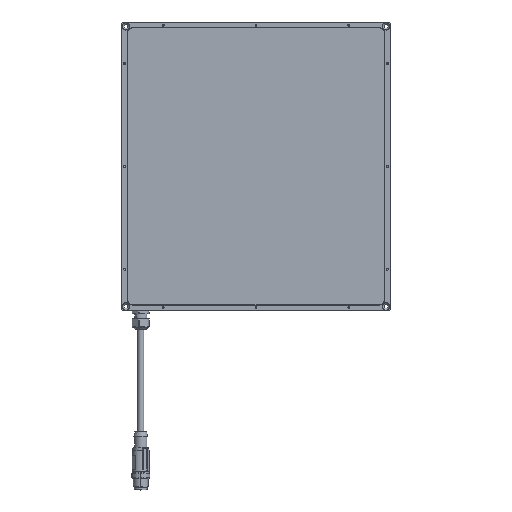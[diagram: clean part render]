
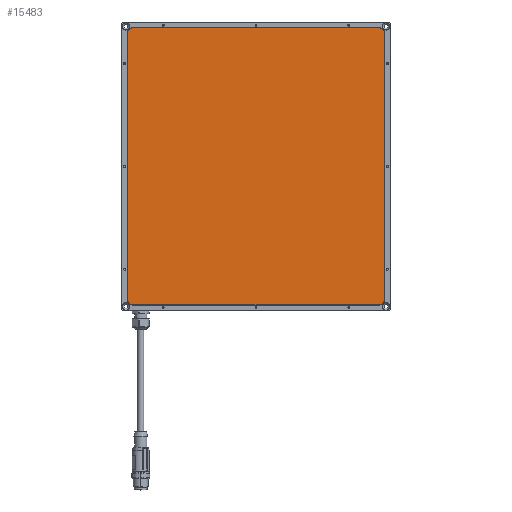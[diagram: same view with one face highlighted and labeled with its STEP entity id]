
A CAD part, top view. The second image highlights one B-rep face of the part: STEP entity #15483.
In plain terms, the highlighted planar face has unit normal (0, 0, 1).
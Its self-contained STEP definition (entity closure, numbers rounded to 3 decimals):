
#15244=DIRECTION('',(0.,1.,0.));
#15245=VECTOR('',#15244,213.6);
#15246=CARTESIAN_POINT('',(103.8,-114.8,-0.22));
#15247=LINE('',#15246,#15245);
#15248=CARTESIAN_POINT('',(98.8,-114.8,-0.22));
#15249=DIRECTION('',(0.,0.,1.));
#15250=DIRECTION('',(0.,-1.,0.));
#15251=AXIS2_PLACEMENT_3D('',#15248,#15249,#15250);
#15253=DIRECTION('',(1.,0.,0.));
#15254=VECTOR('',#15253,197.6);
#15255=CARTESIAN_POINT('',(-98.8,-119.8,-0.22));
#15256=LINE('',#15255,#15254);
#15257=CARTESIAN_POINT('',(-98.8,-114.8,-0.22));
#15258=DIRECTION('',(0.,0.,1.));
#15259=DIRECTION('',(-1.,0.,0.));
#15260=AXIS2_PLACEMENT_3D('',#15257,#15258,#15259);
#15262=DIRECTION('',(0.,-1.,0.));
#15263=VECTOR('',#15262,213.6);
#15264=CARTESIAN_POINT('',(-103.8,98.8,-0.22));
#15265=LINE('',#15264,#15263);
#15266=CARTESIAN_POINT('',(-98.8,98.8,-0.22));
#15267=DIRECTION('',(0.,0.,1.));
#15268=DIRECTION('',(0.,1.,0.));
#15269=AXIS2_PLACEMENT_3D('',#15266,#15267,#15268);
#15271=DIRECTION('',(-1.,0.,0.));
#15272=VECTOR('',#15271,197.6);
#15273=CARTESIAN_POINT('',(98.8,103.8,-0.22));
#15274=LINE('',#15273,#15272);
#15275=CARTESIAN_POINT('',(98.8,98.8,-0.22));
#15276=DIRECTION('',(0.,0.,1.));
#15277=DIRECTION('',(1.,0.,0.));
#15278=AXIS2_PLACEMENT_3D('',#15275,#15276,#15277);
#15328=CARTESIAN_POINT('',(-103.8,-114.8,-0.22));
#15329=VERTEX_POINT('',#15328);
#15330=CARTESIAN_POINT('',(-103.8,98.8,-0.22));
#15331=VERTEX_POINT('',#15330);
#15332=CARTESIAN_POINT('',(98.8,103.8,-0.22));
#15333=CARTESIAN_POINT('',(-98.8,103.8,-0.22));
#15334=VERTEX_POINT('',#15332);
#15335=VERTEX_POINT('',#15333);
#15344=CARTESIAN_POINT('',(103.8,98.8,-0.22));
#15345=VERTEX_POINT('',#15344);
#15346=CARTESIAN_POINT('',(103.8,-114.8,-0.22));
#15347=VERTEX_POINT('',#15346);
#15348=CARTESIAN_POINT('',(-98.8,-119.8,-0.22));
#15349=CARTESIAN_POINT('',(98.8,-119.8,-0.22));
#15350=VERTEX_POINT('',#15348);
#15351=VERTEX_POINT('',#15349);
#15461=CARTESIAN_POINT('',(0.,0.,
-0.22));
#15462=DIRECTION('',(0.,0.,-1.));
#15463=DIRECTION('',(-1.,0.,0.));
#15464=AXIS2_PLACEMENT_3D('',#15461,#15462,#15463);
#15465=PLANE('',#15464);
#15467=ORIENTED_EDGE('',*,*,#15466,.F.);
#15469=ORIENTED_EDGE('',*,*,#15468,.F.);
#15471=ORIENTED_EDGE('',*,*,#15470,.F.);
#15473=ORIENTED_EDGE('',*,*,#15472,.F.);
#15475=ORIENTED_EDGE('',*,*,#15474,.F.);
#15477=ORIENTED_EDGE('',*,*,#15476,.F.);
#15478=ORIENTED_EDGE('',*,*,#15444,.F.);
#15480=ORIENTED_EDGE('',*,*,#15479,.F.);
#15481=EDGE_LOOP('',(#15467,#15469,#15471,#15473,#15475,#15477,#15478,#15480));
#15482=FACE_OUTER_BOUND('',#15481,.F.);
#15483=ADVANCED_FACE('',(#15482),#15465,.F.);
#15252=CIRCLE('',#15251,5.);
#15261=CIRCLE('',#15260,5.);
#15270=CIRCLE('',#15269,5.);
#15279=CIRCLE('',#15278,5.);
#15444=EDGE_CURVE('',#15334,#15335,#15274,.T.);
#15466=EDGE_CURVE('',#15347,#15345,#15247,.T.);
#15468=EDGE_CURVE('',#15351,#15347,#15252,.T.);
#15470=EDGE_CURVE('',#15350,#15351,#15256,.T.);
#15472=EDGE_CURVE('',#15329,#15350,#15261,.T.);
#15474=EDGE_CURVE('',#15331,#15329,#15265,.T.);
#15476=EDGE_CURVE('',#15335,#15331,#15270,.T.);
#15479=EDGE_CURVE('',#15345,#15334,#15279,.T.);
